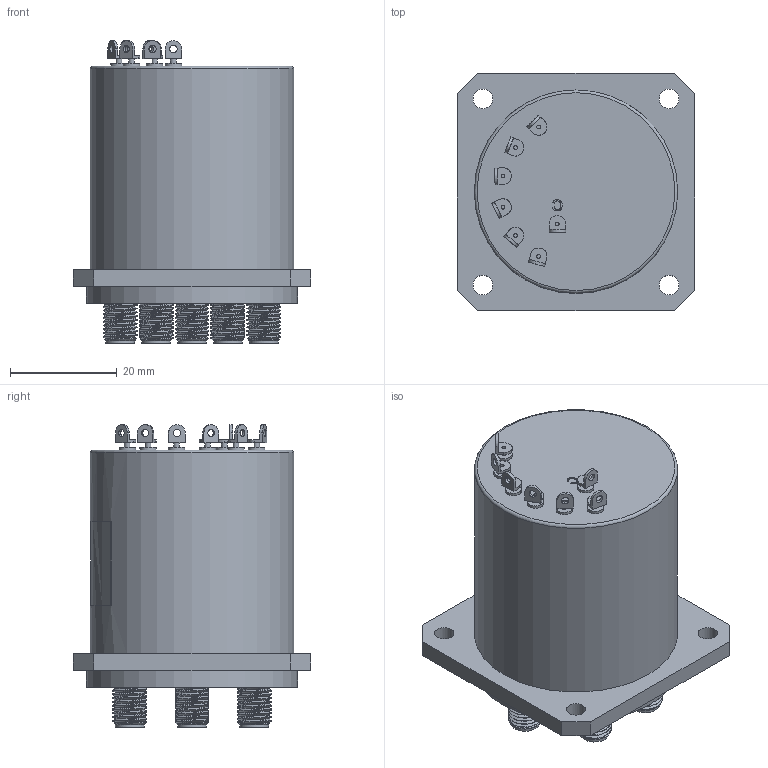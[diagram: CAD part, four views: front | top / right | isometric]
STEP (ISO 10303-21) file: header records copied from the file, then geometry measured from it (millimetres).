
FILE_DESCRIPTION (( 'STEP AP203' ), '1' );
FILE_NAME ('PE71S6130.step', '2020-04-14T21:35:19', ( '' ), ( '' ), 'SwSTEP 2.0', 'SolidWorks 2018', '' );
FILE_SCHEMA (( 'CONFIG_CONTROL_DESIGN' ));
Length unit declared in the file: inch
Products named in the file (1): PE71S6130
Bounding box: 44.45 x 44.45 x 56.74 mm (x, y, z)
Volume: 54637 mm3; surface area: 11716.7 mm2
Topology: 1 solids, 2 shells, 336 faces, 788 edges, 525 vertices
Faces by surface type: plane 146, bspline 90, cylinder 85, cone 14, torus 1
Full cylindrical faces by diameter (mm): 0.508 x1, 0.711 x7, 0.94 x7, 1.067 x7, 1.27 x7, 1.422 x7, 3.111 x6, 3.112 x1, 3.658 x4, 4.572 x7, 5.385 x7, 38.1 x1, 39.573 x1
Entity records: 23676 total; most frequent: CARTESIAN_POINT 16827, ORIENTED_EDGE 1378, DIRECTION 1147, EDGE_CURVE 689, EDGE_LOOP 505, VERTEX_POINT 504, AXIS2_PLACEMENT_3D 423, FACE_OUTER_BOUND 400
